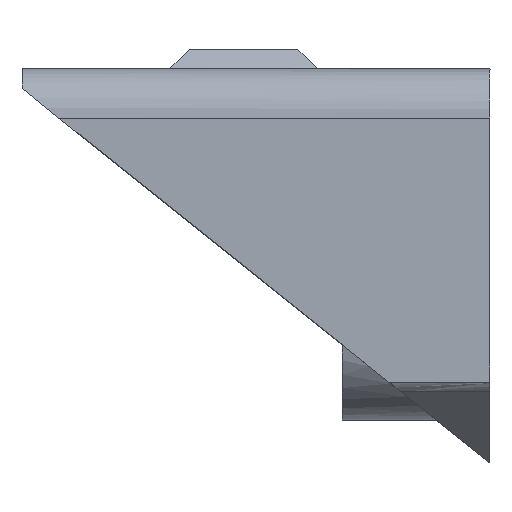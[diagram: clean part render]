
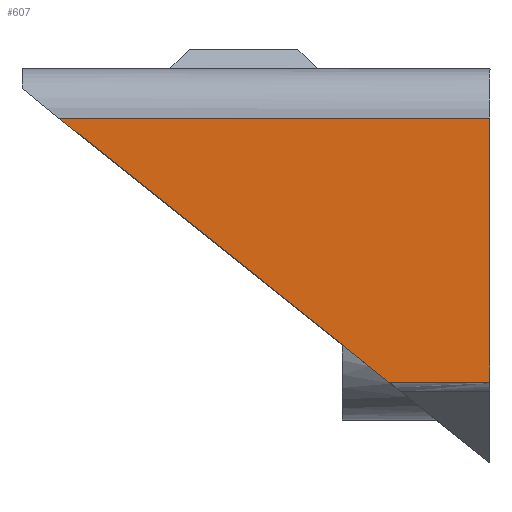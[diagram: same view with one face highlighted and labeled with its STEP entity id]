
A CAD part, left-side view. The second image highlights one B-rep face of the part: STEP entity #607.
In plain terms, the highlighted planar face has unit normal (-1, 0, 0).
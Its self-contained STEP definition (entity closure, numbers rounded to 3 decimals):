
#35=B_SPLINE_CURVE_WITH_KNOTS('',3,(#1262,#1263,#1264,#1265),
 .UNSPECIFIED.,.F.,.F.,(4,4),(1.54,1.95),
 .UNSPECIFIED.);
#61=PLANE('',#675);
#97=FACE_OUTER_BOUND('',#144,.T.);
#144=EDGE_LOOP('',(#558,#559,#560,#561));
#183=LINE('',#1035,#232);
#189=LINE('',#1084,#238);
#193=LINE('',#1111,#242);
#232=VECTOR('',#774,10.);
#238=VECTOR('',#786,10.);
#242=VECTOR('',#796,10.);
#301=VERTEX_POINT('',#1032);
#302=VERTEX_POINT('',#1034);
#308=VERTEX_POINT('',#1082);
#312=VERTEX_POINT('',#1102);
#369=EDGE_CURVE('',#301,#302,#183,.T.);
#379=EDGE_CURVE('',#308,#301,#189,.T.);
#386=EDGE_CURVE('',#308,#312,#193,.T.);
#395=EDGE_CURVE('',#312,#302,#35,.T.);
#558=ORIENTED_EDGE('',*,*,#379,.F.);
#559=ORIENTED_EDGE('',*,*,#386,.T.);
#560=ORIENTED_EDGE('',*,*,#395,.T.);
#561=ORIENTED_EDGE('',*,*,#369,.F.);
#607=ADVANCED_FACE('',(#97),#61,.T.);
#675=AXIS2_PLACEMENT_3D('',#1275,#833,#834);
#774=DIRECTION('',(0.,0.,-1.));
#786=DIRECTION('',(0.,-1.,0.));
#796=DIRECTION('',(0.,-0.781,-0.625));
#833=DIRECTION('center_axis',(-1.,0.,0.));
#834=DIRECTION('ref_axis',(0.,-1.,0.));
#1032=CARTESIAN_POINT('',(-254.5,12.4,-522.));
#1034=CARTESIAN_POINT('',(-254.5,12.4,-532.718));
#1035=CARTESIAN_POINT('',(-254.5,12.4,-520.4));
#1082=CARTESIAN_POINT('',(-254.5,29.9,-522.));
#1084=CARTESIAN_POINT('',(-254.5,26.65,-522.));
#1102=CARTESIAN_POINT('',(-254.5,16.503,-532.718));
#1111=CARTESIAN_POINT('',(-254.5,32.4,-520.));
#1262=CARTESIAN_POINT('Ctrl Pts',(-254.5,16.503,-532.718));
#1263=CARTESIAN_POINT('Ctrl Pts',(-254.5,15.135,-532.718));
#1264=CARTESIAN_POINT('Ctrl Pts',(-254.5,13.768,-532.718));
#1265=CARTESIAN_POINT('Ctrl Pts',(-254.5,12.4,-532.718));
#1275=CARTESIAN_POINT('Origin',(-254.5,21.9,-528.));
